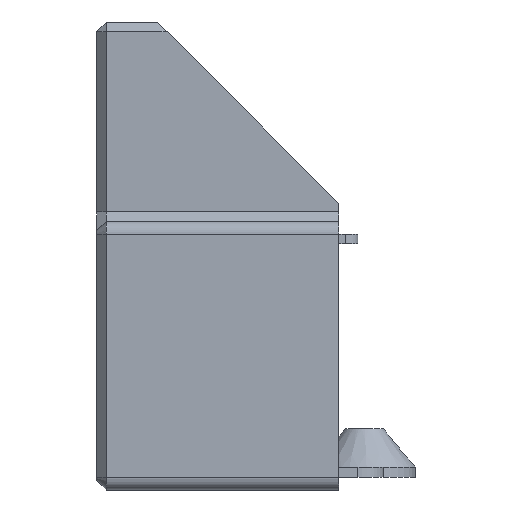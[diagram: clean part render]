
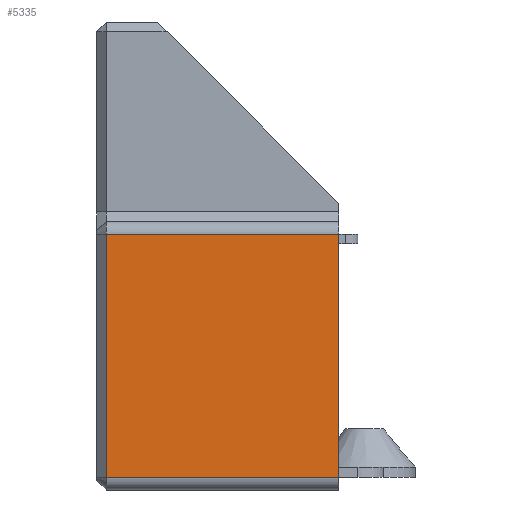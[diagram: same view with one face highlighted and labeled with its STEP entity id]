
A CAD part, front view. The second image highlights one B-rep face of the part: STEP entity #5335.
In plain terms, the highlighted planar face has unit normal (0, -1, 0).
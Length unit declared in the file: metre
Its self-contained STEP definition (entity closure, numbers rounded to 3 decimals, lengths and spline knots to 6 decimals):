
#428=LINE('',#7910,#975);
#429=LINE('',#7916,#976);
#430=LINE('',#7919,#977);
#431=LINE('',#7920,#978);
#975=VECTOR('',#6285,1.);
#976=VECTOR('',#6292,1.);
#977=VECTOR('',#6293,1.);
#978=VECTOR('',#6294,1.);
#1642=ORIENTED_EDGE('',*,*,#3235,.F.);
#1643=ORIENTED_EDGE('',*,*,#3236,.T.);
#1644=ORIENTED_EDGE('',*,*,#3232,.T.);
#1645=ORIENTED_EDGE('',*,*,#3237,.F.);
#3232=EDGE_CURVE('',#4025,#4026,#428,.T.);
#3235=EDGE_CURVE('',#4027,#4028,#429,.T.);
#3236=EDGE_CURVE('',#4027,#4025,#430,.T.);
#3237=EDGE_CURVE('',#4028,#4026,#431,.T.);
#4025=VERTEX_POINT('',#7911);
#4026=VERTEX_POINT('',#7912);
#4027=VERTEX_POINT('',#7917);
#4028=VERTEX_POINT('',#7918);
#4470=EDGE_LOOP('',(#1642,#1643,#1644,#1645));
#4831=FACE_BOUND('',#4470,.T.);
#5160=PLANE('',#5705);
#5335=ADVANCED_FACE('',(#4831),#5160,.T.);
#5705=AXIS2_PLACEMENT_3D('',#7915,#6290,#6291);
#6285=DIRECTION('',(1.,0.,0.));
#6290=DIRECTION('',(0.,-1.,0.));
#6291=DIRECTION('',(0.,0.,-1.));
#6292=DIRECTION('',(1.,0.,0.));
#6293=DIRECTION('',(0.,0.,-1.));
#6294=DIRECTION('',(0.,0.,-1.));
#7910=CARTESIAN_POINT('',(-0.085745,-0.06,-0.04015));
#7911=CARTESIAN_POINT('',(-0.086245,-0.06,-0.04015));
#7912=CARTESIAN_POINT('',(-0.049745,-0.06,-0.04015));
#7915=CARTESIAN_POINT('',(-0.085745,-0.06,-0.021075));
#7916=CARTESIAN_POINT('',(-0.085745,-0.06,-0.002));
#7917=CARTESIAN_POINT('',(-0.086245,-0.06,-0.002));
#7918=CARTESIAN_POINT('',(-0.049745,-0.06,-0.002));
#7919=CARTESIAN_POINT('',(-0.086245,-0.06,-0.021075));
#7920=CARTESIAN_POINT('',(-0.049745,-0.06,-0.021075));
